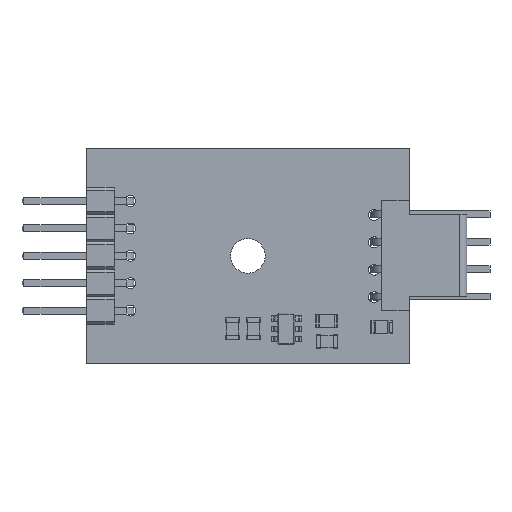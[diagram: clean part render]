
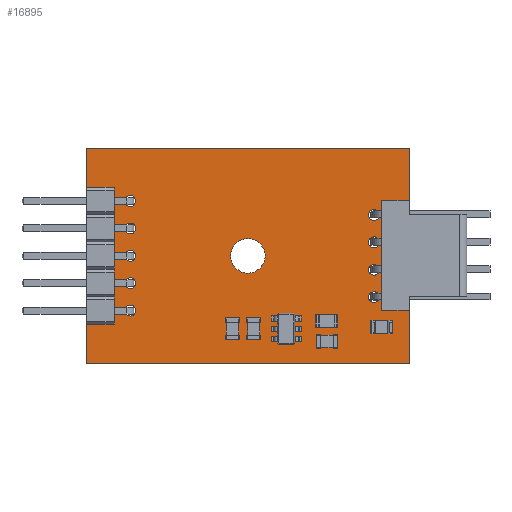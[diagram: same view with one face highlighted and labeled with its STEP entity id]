
A CAD part, top view. The second image highlights one B-rep face of the part: STEP entity #16895.
In plain terms, the highlighted planar face has unit normal (0, 0, 1).
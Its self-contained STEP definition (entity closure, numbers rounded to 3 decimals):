
#16673 = VERTEX_POINT('',#16674);
#16674 = CARTESIAN_POINT('',(15.,-10.,1.6));
#16680 = EDGE_CURVE('',#16673,#16681,#16683,.T.);
#16681 = VERTEX_POINT('',#16682);
#16682 = CARTESIAN_POINT('',(-15.,-10.,1.6));
#16683 = LINE('',#16684,#16685);
#16684 = CARTESIAN_POINT('',(15.,-10.,1.6));
#16685 = VECTOR('',#16686,1.);
#16686 = DIRECTION('',(-1.,0.,0.));
#16713 = VERTEX_POINT('',#16714);
#16714 = CARTESIAN_POINT('',(15.,10.,1.6));
#16720 = EDGE_CURVE('',#16713,#16673,#16721,.T.);
#16721 = LINE('',#16722,#16723);
#16722 = CARTESIAN_POINT('',(15.,10.,1.6));
#16723 = VECTOR('',#16724,1.);
#16724 = DIRECTION('',(0.,-1.,0.));
#16742 = EDGE_CURVE('',#16681,#16743,#16745,.T.);
#16743 = VERTEX_POINT('',#16744);
#16744 = CARTESIAN_POINT('',(-15.,10.,1.6));
#16745 = LINE('',#16746,#16747);
#16746 = CARTESIAN_POINT('',(-15.,-10.,1.6));
#16747 = VECTOR('',#16748,1.);
#16748 = DIRECTION('',(0.,1.,0.));
#16895 = ADVANCED_FACE('',(#16896,#16907,#16918,#16929,#16940,#16951,
    #16962,#16973,#16984,#16995,#17006),#17017,.T.);
#16896 = FACE_BOUND('',#16897,.T.);
#16897 = EDGE_LOOP('',(#16898,#16899,#16900,#16906));
#16898 = ORIENTED_EDGE('',*,*,#16680,.F.);
#16899 = ORIENTED_EDGE('',*,*,#16720,.F.);
#16900 = ORIENTED_EDGE('',*,*,#16901,.F.);
#16901 = EDGE_CURVE('',#16743,#16713,#16902,.T.);
#16902 = LINE('',#16903,#16904);
#16903 = CARTESIAN_POINT('',(-15.,10.,1.6));
#16904 = VECTOR('',#16905,1.);
#16905 = DIRECTION('',(1.,0.,0.));
#16906 = ORIENTED_EDGE('',*,*,#16742,.F.);
#16907 = FACE_BOUND('',#16908,.T.);
#16908 = EDGE_LOOP('',(#16909));
#16909 = ORIENTED_EDGE('',*,*,#16910,.T.);
#16910 = EDGE_CURVE('',#16911,#16911,#16913,.T.);
#16911 = VERTEX_POINT('',#16912);
#16912 = CARTESIAN_POINT('',(-10.9,-5.565,1.6));
#16913 = CIRCLE('',#16914,0.5);
#16914 = AXIS2_PLACEMENT_3D('',#16915,#16916,#16917);
#16915 = CARTESIAN_POINT('',(-10.9,-5.065,1.6));
#16916 = DIRECTION('',(-0.,0.,-1.));
#16917 = DIRECTION('',(-0.,-1.,0.));
#16918 = FACE_BOUND('',#16919,.T.);
#16919 = EDGE_LOOP('',(#16920));
#16920 = ORIENTED_EDGE('',*,*,#16921,.T.);
#16921 = EDGE_CURVE('',#16922,#16922,#16924,.T.);
#16922 = VERTEX_POINT('',#16923);
#16923 = CARTESIAN_POINT('',(-10.9,-3.025,1.6));
#16924 = CIRCLE('',#16925,0.5);
#16925 = AXIS2_PLACEMENT_3D('',#16926,#16927,#16928);
#16926 = CARTESIAN_POINT('',(-10.9,-2.525,1.6));
#16927 = DIRECTION('',(-0.,0.,-1.));
#16928 = DIRECTION('',(-0.,-1.,0.));
#16929 = FACE_BOUND('',#16930,.T.);
#16930 = EDGE_LOOP('',(#16931));
#16931 = ORIENTED_EDGE('',*,*,#16932,.T.);
#16932 = EDGE_CURVE('',#16933,#16933,#16935,.T.);
#16933 = VERTEX_POINT('',#16934);
#16934 = CARTESIAN_POINT('',(0.,-1.59,1.6));
#16935 = CIRCLE('',#16936,1.6);
#16936 = AXIS2_PLACEMENT_3D('',#16937,#16938,#16939);
#16937 = CARTESIAN_POINT('',(0.,0.01,1.6));
#16938 = DIRECTION('',(-0.,0.,-1.));
#16939 = DIRECTION('',(0.,-1.,-0.));
#16940 = FACE_BOUND('',#16941,.T.);
#16941 = EDGE_LOOP('',(#16942));
#16942 = ORIENTED_EDGE('',*,*,#16943,.T.);
#16943 = EDGE_CURVE('',#16944,#16944,#16946,.T.);
#16944 = VERTEX_POINT('',#16945);
#16945 = CARTESIAN_POINT('',(11.7,-4.328,1.6));
#16946 = CIRCLE('',#16947,0.508);
#16947 = AXIS2_PLACEMENT_3D('',#16948,#16949,#16950);
#16948 = CARTESIAN_POINT('',(11.7,-3.82,1.6));
#16949 = DIRECTION('',(-0.,0.,-1.));
#16950 = DIRECTION('',(-0.,-1.,0.));
#16951 = FACE_BOUND('',#16952,.T.);
#16952 = EDGE_LOOP('',(#16953));
#16953 = ORIENTED_EDGE('',*,*,#16954,.T.);
#16954 = EDGE_CURVE('',#16955,#16955,#16957,.T.);
#16955 = VERTEX_POINT('',#16956);
#16956 = CARTESIAN_POINT('',(11.7,-1.788,1.6));
#16957 = CIRCLE('',#16958,0.508);
#16958 = AXIS2_PLACEMENT_3D('',#16959,#16960,#16961);
#16959 = CARTESIAN_POINT('',(11.7,-1.28,1.6));
#16960 = DIRECTION('',(-0.,0.,-1.));
#16961 = DIRECTION('',(-0.,-1.,0.));
#16962 = FACE_BOUND('',#16963,.T.);
#16963 = EDGE_LOOP('',(#16964));
#16964 = ORIENTED_EDGE('',*,*,#16965,.T.);
#16965 = EDGE_CURVE('',#16966,#16966,#16968,.T.);
#16966 = VERTEX_POINT('',#16967);
#16967 = CARTESIAN_POINT('',(-10.9,-0.485,1.6));
#16968 = CIRCLE('',#16969,0.5);
#16969 = AXIS2_PLACEMENT_3D('',#16970,#16971,#16972);
#16970 = CARTESIAN_POINT('',(-10.9,0.015,1.6));
#16971 = DIRECTION('',(-0.,0.,-1.));
#16972 = DIRECTION('',(-0.,-1.,0.));
#16973 = FACE_BOUND('',#16974,.T.);
#16974 = EDGE_LOOP('',(#16975));
#16975 = ORIENTED_EDGE('',*,*,#16976,.T.);
#16976 = EDGE_CURVE('',#16977,#16977,#16979,.T.);
#16977 = VERTEX_POINT('',#16978);
#16978 = CARTESIAN_POINT('',(-10.9,2.055,1.6));
#16979 = CIRCLE('',#16980,0.5);
#16980 = AXIS2_PLACEMENT_3D('',#16981,#16982,#16983);
#16981 = CARTESIAN_POINT('',(-10.9,2.555,1.6));
#16982 = DIRECTION('',(-0.,0.,-1.));
#16983 = DIRECTION('',(-0.,-1.,0.));
#16984 = FACE_BOUND('',#16985,.T.);
#16985 = EDGE_LOOP('',(#16986));
#16986 = ORIENTED_EDGE('',*,*,#16987,.T.);
#16987 = EDGE_CURVE('',#16988,#16988,#16990,.T.);
#16988 = VERTEX_POINT('',#16989);
#16989 = CARTESIAN_POINT('',(-10.9,4.595,1.6));
#16990 = CIRCLE('',#16991,0.5);
#16991 = AXIS2_PLACEMENT_3D('',#16992,#16993,#16994);
#16992 = CARTESIAN_POINT('',(-10.9,5.095,1.6));
#16993 = DIRECTION('',(-0.,0.,-1.));
#16994 = DIRECTION('',(-0.,-1.,0.));
#16995 = FACE_BOUND('',#16996,.T.);
#16996 = EDGE_LOOP('',(#16997));
#16997 = ORIENTED_EDGE('',*,*,#16998,.T.);
#16998 = EDGE_CURVE('',#16999,#16999,#17001,.T.);
#16999 = VERTEX_POINT('',#17000);
#17000 = CARTESIAN_POINT('',(11.7,0.752,1.6));
#17001 = CIRCLE('',#17002,0.508);
#17002 = AXIS2_PLACEMENT_3D('',#17003,#17004,#17005);
#17003 = CARTESIAN_POINT('',(11.7,1.26,1.6));
#17004 = DIRECTION('',(-0.,0.,-1.));
#17005 = DIRECTION('',(-0.,-1.,0.));
#17006 = FACE_BOUND('',#17007,.T.);
#17007 = EDGE_LOOP('',(#17008));
#17008 = ORIENTED_EDGE('',*,*,#17009,.T.);
#17009 = EDGE_CURVE('',#17010,#17010,#17012,.T.);
#17010 = VERTEX_POINT('',#17011);
#17011 = CARTESIAN_POINT('',(11.7,3.292,1.6));
#17012 = CIRCLE('',#17013,0.508);
#17013 = AXIS2_PLACEMENT_3D('',#17014,#17015,#17016);
#17014 = CARTESIAN_POINT('',(11.7,3.8,1.6));
#17015 = DIRECTION('',(-0.,0.,-1.));
#17016 = DIRECTION('',(-0.,-1.,0.));
#17017 = PLANE('',#17018);
#17018 = AXIS2_PLACEMENT_3D('',#17019,#17020,#17021);
#17019 = CARTESIAN_POINT('',(0.,0.,1.6));
#17020 = DIRECTION('',(0.,0.,1.));
#17021 = DIRECTION('',(1.,0.,-0.));
